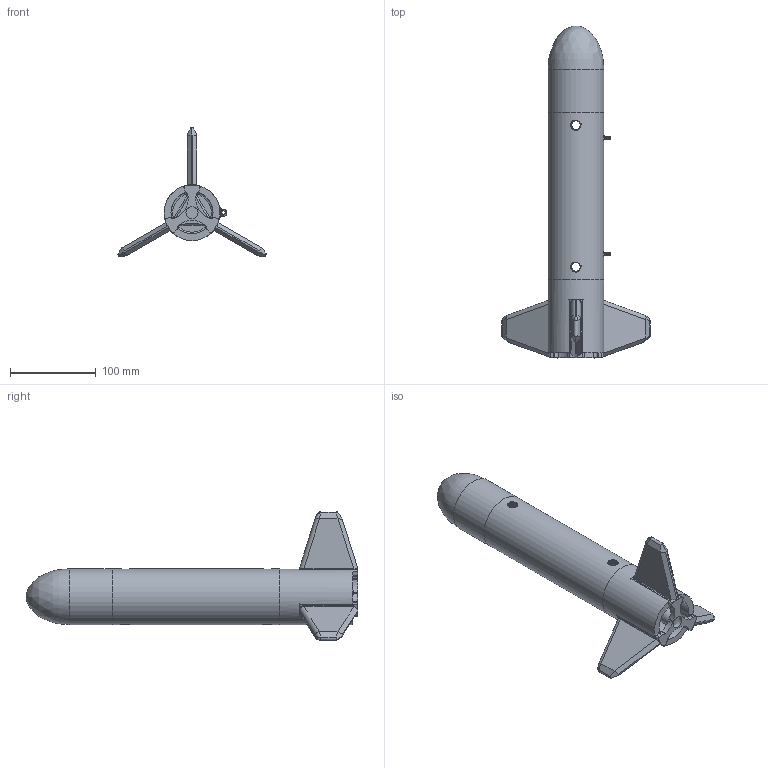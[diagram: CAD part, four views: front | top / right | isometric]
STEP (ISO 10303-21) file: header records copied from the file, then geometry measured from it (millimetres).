
FILE_DESCRIPTION(/* description */ (''),/* implementation_level */ '2;1');
FILE_NAME(/* name */ 'Assembly v4.step',/* time_stamp */ '2023-09-28T22:48:24-04:00',/* author */ (''),/* organization */ (''),/* preprocessor_version */ 'ST-DEVELOPER v20',/* originating_system */ 'Autodesk Translation Framework v12.14.0.127',/* authorisation */ '');
FILE_SCHEMA (('AUTOMOTIVE_DESIGN { 1 0 10303 214 3 1 1 }'));
Length unit declared in the file: millimetre
Products named in the file (7): Assembly; LowerBodyC; DownHolder; MidBody; NoseCone; UpperBody; Estes_C6-5_Motor
Assembly tree (6 placements, depth 2):
  Assembly
    LowerBodyC
    DownHolder
    MidBody
    NoseCone
    UpperBody
    Estes_C6-5_Motor
Bounding box: 172.26 x 386.25 x 149.85 mm (x, y, z)
Volume: 488587.3 mm3; surface area: 215109.9 mm2
Topology: 6 solids, 6 shells, 348 faces, 937 edges, 584 vertices
Faces by surface type: cylinder 147, plane 99, bspline 53, torus 43, cone 6
Full cylindrical faces by diameter (mm): 4.175 x2, 4.5 x1, 10.274 x4, 12 x4, 12.226 x6, 12.5 x2, 14 x1, 17.9 x1, 18 x1, 51 x1, 52.9 x2, 55 x1, 56.9 x2, 57 x3, 65 x3
Entity records: 16434 total; most frequent: CARTESIAN_POINT 7900, ORIENTED_EDGE 1832, DIRECTION 1695, EDGE_CURVE 916, AXIS2_PLACEMENT_3D 705, VERTEX_POINT 584, EDGE_LOOP 384, CIRCLE 353
